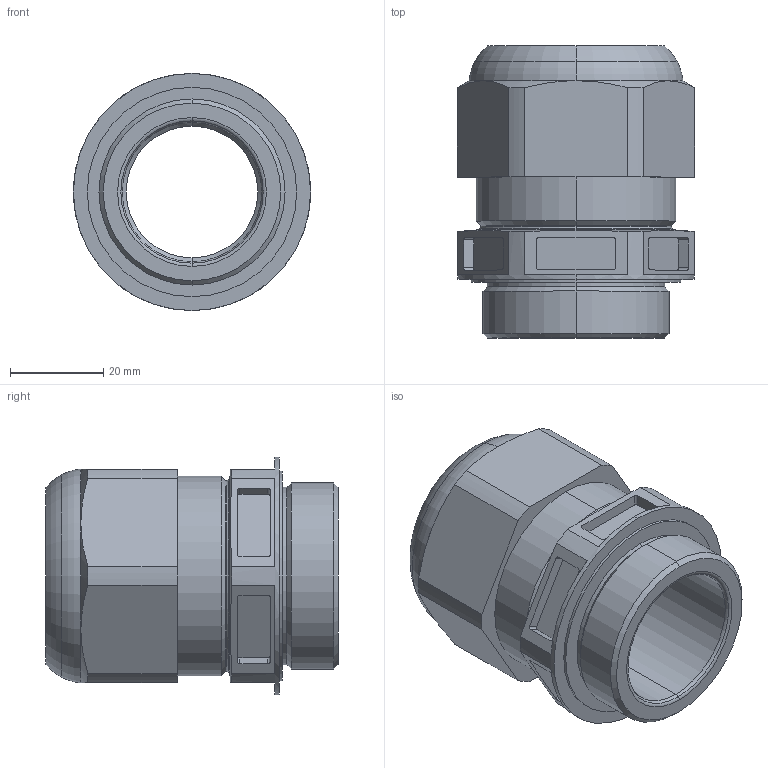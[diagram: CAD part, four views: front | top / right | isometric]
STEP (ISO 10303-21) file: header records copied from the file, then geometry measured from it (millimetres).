
FILE_DESCRIPTION((''),'2;1');
FILE_NAME('ESKV40','2018-01-09T',('FIMABER1'),(''),'CREO PARAMETRIC BY PTC INC, 2017170','CREO PARAMETRIC BY PTC INC, 2017170','');
FILE_SCHEMA(('CONFIG_CONTROL_DESIGN'));
Length unit declared in the file: millimetre
Products named in the file (1): ESKV40
Bounding box: 51 x 62.8 x 51 mm (x, y, z)
Volume: 53246.8 mm3; surface area: 22930.8 mm2
Topology: 1 solids, 1 shells, 142 faces, 344 edges, 214 vertices
Faces by surface type: plane 54, cylinder 48, cone 20, torus 20
Entity records: 5427 total; most frequent: CARTESIAN_POINT 953, DIRECTION 768, ORIENTED_EDGE 688, EDGE_CURVE 344, AXIS2_PLACEMENT_3D 302, VERTEX_POINT 214, VECTOR 164, LINE 164
